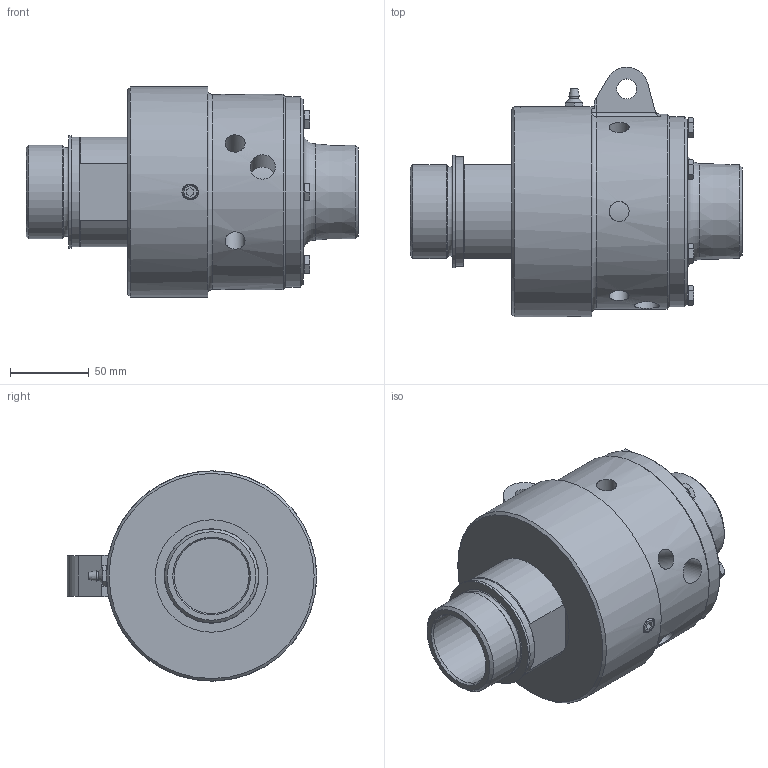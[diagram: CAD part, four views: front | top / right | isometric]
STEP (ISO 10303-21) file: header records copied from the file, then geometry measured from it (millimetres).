
FILE_DESCRIPTION(/* description */ (''),/* implementation_level */ '2;1');
FILE_NAME(/* name */ '6200-044-137-IC.stp',/* time_stamp */ '2020-05-20T15:35:02-05:00',/* author */ ('manton'),/* organization */ (''),/* preprocessor_version */ 'ST-DEVELOPER v18',/* originating_system */ 'Autodesk Inventor 2020',/* authorisation */ '');
FILE_SCHEMA (('AUTOMOTIVE_DESIGN { 1 0 10303 214 3 1 1 }'));
Products named in the file (1): 6200-044-137-IC
Bounding box: 210.72 x 158.46 x 133.4 mm (x, y, z)
Volume: 1568481.8 mm3; surface area: 120827.3 mm2
Topology: 1 solids, 5 shells, 546 faces, 1391 edges, 913 vertices
Faces by surface type: plane 224, bspline 171, cylinder 80, cone 65, torus 4, sphere 2
Full cylindrical faces by diameter (mm): 1.92 x1, 4.978 x2, 11.125 x6, 12.7 x9, 16 x1, 47.6 x2, 59.614 x1, 60 x1, 69.5 x1, 69.6 x1, 71.4 x1, 120.7 x1, 123.8 x1, 133.4 x1
Entity records: 52702 total; most frequent: CARTESIAN_POINT 40101, ORIENTED_EDGE 2778, DIRECTION 2168, EDGE_CURVE 1389, VERTEX_POINT 913, AXIS2_PLACEMENT_3D 815, EDGE_LOOP 610, FACE_OUTER_BOUND 546
